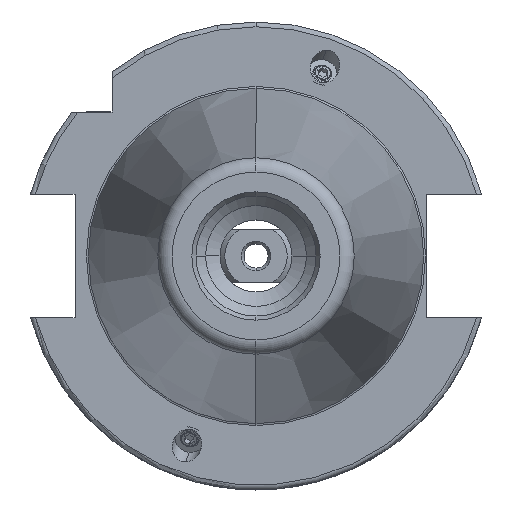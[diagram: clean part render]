
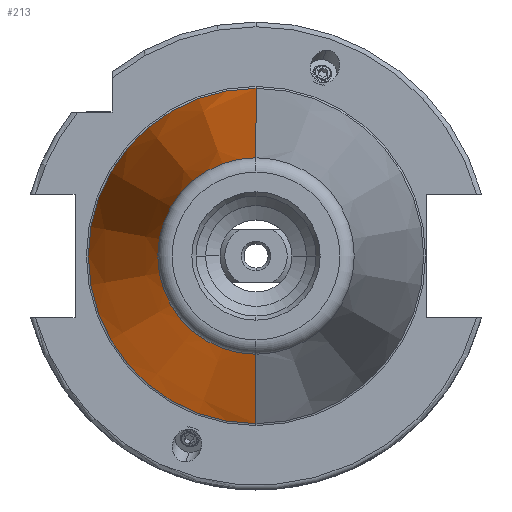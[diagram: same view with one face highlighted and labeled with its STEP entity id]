
A CAD part, left-side view. The second image highlights one B-rep face of the part: STEP entity #213.
In plain terms, the highlighted conical face has half-angle 8.297 degrees and reference radius 34.925 mm.
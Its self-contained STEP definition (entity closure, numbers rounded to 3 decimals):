
#213 = ADVANCED_FACE ( 'NONE', ( #7074 ), #5784, .T. ) ;
#486 = CARTESIAN_POINT ( 'NONE',  ( 0., 34.925, 0. ) ) ;
#911 = AXIS2_PLACEMENT_3D ( 'NONE', #11026, #4125, #6668 ) ;
#1222 = VERTEX_POINT ( 'NONE', #6288 ) ;
#1250 = DIRECTION ( 'NONE',  ( 0.99, -0.144, 0. ) ) ;
#1300 = VECTOR ( 'NONE', #2932, 1000. ) ;
#1370 = CARTESIAN_POINT ( 'NONE',  ( 0., -34.925, 0. ) ) ;
#1649 = CARTESIAN_POINT ( 'NONE',  ( 0., 0., 0. ) ) ;
#1723 = EDGE_LOOP ( 'NONE', ( #4380, #2897, #5040, #4395 ) ) ;
#1726 = CIRCLE ( 'NONE', #8044, 20.461 ) ;
#1907 = CARTESIAN_POINT ( 'NONE',  ( -99.183, 20.461, 0. ) ) ;
#2707 = LINE ( 'NONE', #486, #1300 ) ;
#2897 = ORIENTED_EDGE ( 'NONE', *, *, #9097, .T. ) ;
#2932 = DIRECTION ( 'NONE',  ( 0.99, 0.144, 0. ) ) ;
#3240 = CARTESIAN_POINT ( 'NONE',  ( 0., -34.925, 0. ) ) ;
#3408 = VERTEX_POINT ( 'NONE', #3240 ) ;
#3873 = EDGE_CURVE ( 'NONE', #1222, #6791, #1726, .T. ) ;
#3999 = CIRCLE ( 'NONE', #9778, 34.925 ) ;
#4125 = DIRECTION ( 'NONE',  ( 1., 0., 0. ) ) ;
#4380 = ORIENTED_EDGE ( 'NONE', *, *, #3873, .F. ) ;
#4395 = ORIENTED_EDGE ( 'NONE', *, *, #8004, .F. ) ;
#4445 = EDGE_CURVE ( 'NONE', #3408, #10656, #3999, .T. ) ;
#4764 = CARTESIAN_POINT ( 'NONE',  ( -99.183, 0., 0. ) ) ;
#5040 = ORIENTED_EDGE ( 'NONE', *, *, #4445, .T. ) ;
#5755 = LINE ( 'NONE', #1370, #10550 ) ;
#5784 = CONICAL_SURFACE ( 'NONE', #911, 34.925, 0.145 ) ;
#5933 = DIRECTION ( 'NONE',  ( 0., -1., 0. ) ) ;
#6288 = CARTESIAN_POINT ( 'NONE',  ( -99.183, -20.461, 0. ) ) ;
#6573 = DIRECTION ( 'NONE',  ( 0., -1., 0. ) ) ;
#6668 = DIRECTION ( 'NONE',  ( 0., 1., 0. ) ) ;
#6791 = VERTEX_POINT ( 'NONE', #1907 ) ;
#7074 = FACE_OUTER_BOUND ( 'NONE', #1723, .T. ) ;
#8004 = EDGE_CURVE ( 'NONE', #6791, #10656, #2707, .T. ) ;
#8044 = AXIS2_PLACEMENT_3D ( 'NONE', #4764, #10820, #6573 ) ;
#9097 = EDGE_CURVE ( 'NONE', #1222, #3408, #5755, .T. ) ;
#9344 = DIRECTION ( 'NONE',  ( -1., 0., 0. ) ) ;
#9778 = AXIS2_PLACEMENT_3D ( 'NONE', #1649, #9344, #5933 ) ;
#9990 = CARTESIAN_POINT ( 'NONE',  ( 0., 34.925, 0. ) ) ;
#10550 = VECTOR ( 'NONE', #1250, 1000. ) ;
#10656 = VERTEX_POINT ( 'NONE', #9990 ) ;
#10820 = DIRECTION ( 'NONE',  ( -1., 0., 0. ) ) ;
#11026 = CARTESIAN_POINT ( 'NONE',  ( 0., 0., 0. ) ) ;
